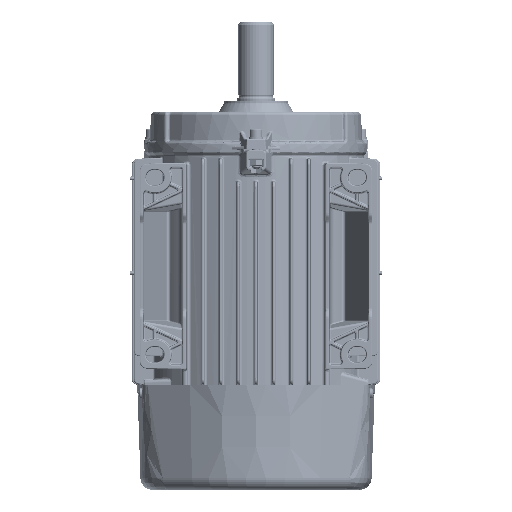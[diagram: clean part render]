
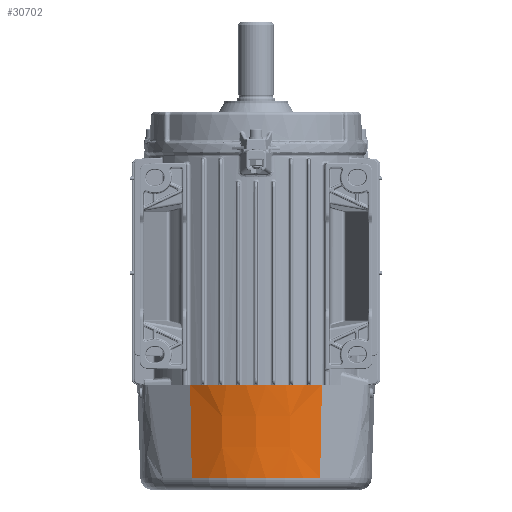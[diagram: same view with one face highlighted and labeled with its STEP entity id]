
A CAD part, front view. The second image highlights one B-rep face of the part: STEP entity #30702.
In plain terms, the highlighted conical face has half-angle 2 degrees and reference radius 94 mm.
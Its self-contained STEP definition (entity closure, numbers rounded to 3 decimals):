
#17121=CONICAL_SURFACE('',#247613,94.,2.);
#30702=ADVANCED_FACE('',(#47531),#17121,.T.);
#47531=FACE_OUTER_BOUND('',#62969,.T.);
#62969=EDGE_LOOP('',(#159514,#159515,#159516,#159517));
#76112=CIRCLE('',#247611,91.439);
#76113=CIRCLE('',#247612,94.);
#85875=LINE('',#523016,#96038);
#85876=LINE('',#523021,#96039);
#96038=VECTOR('',#304027,1.);
#96039=VECTOR('',#304030,1.);
#159514=ORIENTED_EDGE('',*,*,#215467,.F.);
#159515=ORIENTED_EDGE('',*,*,#215468,.T.);
#159516=ORIENTED_EDGE('',*,*,#215469,.F.);
#159517=ORIENTED_EDGE('',*,*,#215470,.F.);
#182633=VERTEX_POINT('',#523017);
#182634=VERTEX_POINT('',#523018);
#182635=VERTEX_POINT('',#523020);
#182636=VERTEX_POINT('',#523022);
#215467=EDGE_CURVE('',#182633,#182634,#85875,.T.);
#215468=EDGE_CURVE('',#182633,#182635,#76112,.T.);
#215469=EDGE_CURVE('',#182636,#182635,#85876,.T.);
#215470=EDGE_CURVE('',#182634,#182636,#76113,.T.);
#247611=AXIS2_PLACEMENT_3D('',#523019,#304028,#304029);
#247612=AXIS2_PLACEMENT_3D('',#523023,#304031,#304032);
#247613=AXIS2_PLACEMENT_3D('',#523024,#304033,#304034);
#304027=DIRECTION('',(-0.019,-0.029,0.999));
#304028=DIRECTION('',(0.,0.,1.));
#304029=DIRECTION('',(1.,0.,0.));
#304030=DIRECTION('',(-0.019,0.029,-0.999));
#304031=DIRECTION('',(0.,0.,1.));
#304032=DIRECTION('',(1.,0.,0.));
#304033=DIRECTION('',(0.,0.,1.));
#304034=DIRECTION('',(1.,0.,0.));
#523016=CARTESIAN_POINT('',(-52.105,-78.238,-189.));
#523017=CARTESIAN_POINT('',(-50.685,-76.106,-262.349));
#523018=CARTESIAN_POINT('',(-52.105,-78.238,-189.));
#523019=CARTESIAN_POINT('',(0.,0.,-262.349));
#523020=CARTESIAN_POINT('',(50.685,-76.106,-262.349));
#523021=CARTESIAN_POINT('',(52.105,-78.238,-189.));
#523022=CARTESIAN_POINT('',(52.105,-78.238,-189.));
#523023=CARTESIAN_POINT('',(0.,0.,-189.));
#523024=CARTESIAN_POINT('',(0.,0.,-189.));
